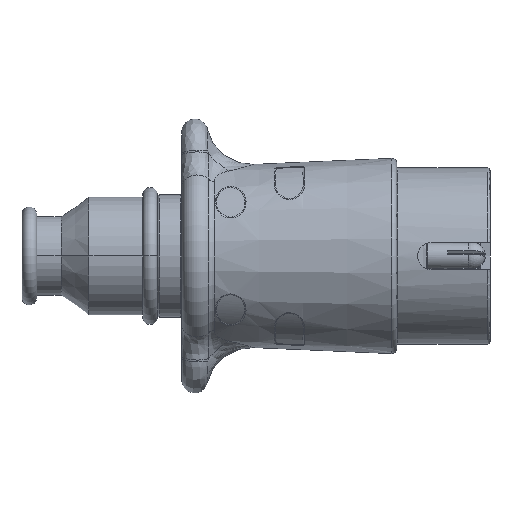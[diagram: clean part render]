
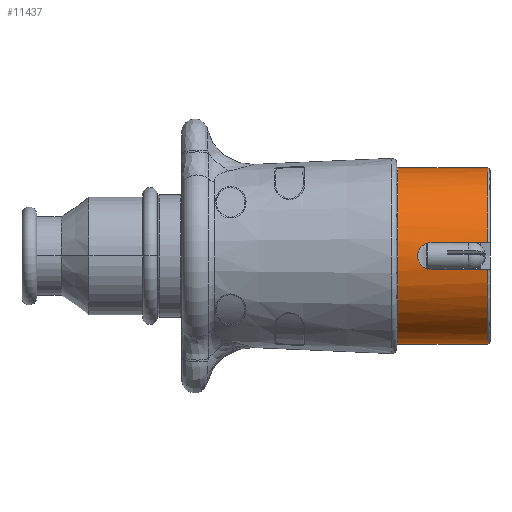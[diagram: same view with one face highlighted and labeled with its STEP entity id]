
A CAD part, left-side view. The second image highlights one B-rep face of the part: STEP entity #11437.
In plain terms, the highlighted cylindrical face has radius 18 mm (diameter 36 mm), a partial arc.
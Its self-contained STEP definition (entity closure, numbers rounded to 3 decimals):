
#3330=DIRECTION('',(0.,1.,0.));
#3331=VECTOR('',#3330,18.4);
#3332=CARTESIAN_POINT('',(0.,-18.6,-18.));
#3333=LINE('',#3332,#3331);
#3334=CARTESIAN_POINT('',(0.,-0.2,0.));
#3335=DIRECTION('',(0.,1.,0.));
#3336=DIRECTION('',(0.,0.,-1.));
#3337=AXIS2_PLACEMENT_3D('',#3334,#3335,#3336);
#3339=DIRECTION('',(0.,1.,0.));
#3340=VECTOR('',#3339,18.4);
#3341=CARTESIAN_POINT('',(0.,-18.6,18.));
#3342=LINE('',#3341,#3340);
#3343=DIRECTION('',(0.,1.,0.));
#3344=VECTOR('',#3343,11.55);
#3345=CARTESIAN_POINT('',(-17.789,-18.6,
2.75));
#3346=LINE('',#3345,#3344);
#3347=CARTESIAN_POINT('',(-17.789,-7.05,
2.75));
#3348=CARTESIAN_POINT('',(-17.789,-6.951,
2.75));
#3349=CARTESIAN_POINT('',(-17.79,-6.754,
2.739));
#3350=CARTESIAN_POINT('',(-17.798,-6.46,
2.692));
#3351=CARTESIAN_POINT('',(-17.81,-6.174,
2.612));
#3352=CARTESIAN_POINT('',(-17.825,-5.896,
2.502));
#3353=CARTESIAN_POINT('',(-17.845,-5.632,
2.363));
#3354=CARTESIAN_POINT('',(-17.866,-5.384,
2.195));
#3355=CARTESIAN_POINT('',(-17.889,-5.155,
2.001));
#3356=CARTESIAN_POINT('',(-17.912,-4.949,
1.783));
#3357=CARTESIAN_POINT('',(-17.934,-4.768,
1.544));
#3358=CARTESIAN_POINT('',(-17.955,-4.614,
1.288));
#3359=CARTESIAN_POINT('',(-17.972,-4.489,
1.017));
#3360=CARTESIAN_POINT('',(-17.986,-4.394,
0.734));
#3361=CARTESIAN_POINT('',(-17.995,-4.331,
0.444));
#3362=CARTESIAN_POINT('',(-18.,-4.299,
0.148));
#3363=CARTESIAN_POINT('',(-18.,-4.299,
-0.148));
#3364=CARTESIAN_POINT('',(-17.995,-4.331,
-0.444));
#3365=CARTESIAN_POINT('',(-17.986,-4.394,
-0.734));
#3366=CARTESIAN_POINT('',(-17.972,-4.489,
-1.017));
#3367=CARTESIAN_POINT('',(-17.955,-4.614,
-1.288));
#3368=CARTESIAN_POINT('',(-17.934,-4.768,
-1.544));
#3369=CARTESIAN_POINT('',(-17.912,-4.949,-1.783));
#3370=CARTESIAN_POINT('',(-17.889,-5.155,
-2.001));
#3371=CARTESIAN_POINT('',(-17.866,-5.384,
-2.195));
#3372=CARTESIAN_POINT('',(-17.845,-5.632,
-2.363));
#3373=CARTESIAN_POINT('',(-17.825,-5.896,
-2.502));
#3374=CARTESIAN_POINT('',(-17.81,-6.174,
-2.612));
#3375=CARTESIAN_POINT('',(-17.798,-6.46,
-2.692));
#3376=CARTESIAN_POINT('',(-17.79,-6.754,
-2.739));
#3377=CARTESIAN_POINT('',(-17.789,-6.951,
-2.75));
#3378=CARTESIAN_POINT('',(-17.789,-7.05,
-2.75));
#3380=DIRECTION('',(0.,-1.,0.));
#3381=VECTOR('',#3380,11.55);
#3382=CARTESIAN_POINT('',(-17.789,-7.05,
-2.75));
#3383=LINE('',#3382,#3381);
#3389=CARTESIAN_POINT('',(0.,-18.6,0.));
#3390=DIRECTION('',(0.,1.,0.));
#3391=DIRECTION('',(0.,0.,-1.));
#3392=AXIS2_PLACEMENT_3D('',#3389,#3390,#3391);
#3394=CARTESIAN_POINT('',(-17.789,-18.6,
-2.75));
#3425=CARTESIAN_POINT('',(-17.789,-18.6,
2.75));
#3427=CARTESIAN_POINT('',(0.,-18.6,0.));
#3428=DIRECTION('',(0.,1.,0.));
#3429=DIRECTION('',(-0.988,0.,0.153));
#3430=AXIS2_PLACEMENT_3D('',#3427,#3428,#3429);
#5540=CARTESIAN_POINT('',(-17.789,-7.05,
-2.75));
#5542=VERTEX_POINT('',#5540);
#5543=CARTESIAN_POINT('',(-17.789,-7.05,
2.75));
#5544=VERTEX_POINT('',#5543);
#5545=VERTEX_POINT('',#3394);
#5546=VERTEX_POINT('',#3425);
#6095=CARTESIAN_POINT('',(0.,-18.6,-18.));
#6096=CARTESIAN_POINT('',(0.,-0.2,-18.));
#6097=VERTEX_POINT('',#6095);
#6098=VERTEX_POINT('',#6096);
#6117=CARTESIAN_POINT('',(0.,-18.6,18.));
#6118=CARTESIAN_POINT('',(0.,-0.2,18.));
#6119=VERTEX_POINT('',#6117);
#6120=VERTEX_POINT('',#6118);
#11417=CARTESIAN_POINT('',(0.,-22.5,0.));
#11418=DIRECTION('',(0.,1.,0.));
#11419=DIRECTION('',(1.,0.,0.));
#11420=AXIS2_PLACEMENT_3D('',#11417,#11418,#11419);
#11421=CYLINDRICAL_SURFACE('',#11420,18.);
#11422=ORIENTED_EDGE('',*,*,#11407,.T.);
#11423=ORIENTED_EDGE('',*,*,#11384,.T.);
#11424=ORIENTED_EDGE('',*,*,#11411,.F.);
#11426=ORIENTED_EDGE('',*,*,#11425,.F.);
#11428=ORIENTED_EDGE('',*,*,#11427,.T.);
#11430=ORIENTED_EDGE('',*,*,#11429,.T.);
#11432=ORIENTED_EDGE('',*,*,#11431,.T.);
#11434=ORIENTED_EDGE('',*,*,#11433,.F.);
#11435=EDGE_LOOP('',(#11422,#11423,#11424,#11426,#11428,#11430,#11432,#11434));
#11436=FACE_OUTER_BOUND('',#11435,.F.);
#11437=ADVANCED_FACE('',(#11436),#11421,.T.);
#3338=CIRCLE('',#3337,18.);
#3379=B_SPLINE_CURVE_WITH_KNOTS('',3,(#3347,#3348,#3349,#3350,#3351,#3352,#3353,
#3354,#3355,#3356,#3357,#3358,#3359,#3360,#3361,#3362,#3363,#3364,#3365,#3366,
#3367,#3368,#3369,#3370,#3371,#3372,#3373,#3374,#3375,#3376,#3377,#3378),
.UNSPECIFIED.,.F.,.F.,(4,1,1,1,1,1,1,1,1,1,1,1,1,1,1,1,1,1,1,1,1,1,1,1,1,1,1,1,
1,4),(0.,0.034,0.069,0.103,
0.138,0.172,0.207,0.241,
0.276,0.31,0.345,0.379,
0.414,0.448,0.483,0.517,
0.552,0.586,0.621,0.655,
0.69,0.724,0.759,0.793,
0.828,0.862,0.897,0.931,
0.966,1.),.UNSPECIFIED.);
#3393=CIRCLE('',#3392,18.);
#3431=CIRCLE('',#3430,18.);
#11384=EDGE_CURVE('',#6098,#6120,#3338,.T.);
#11407=EDGE_CURVE('',#6097,#6098,#3333,.T.);
#11411=EDGE_CURVE('',#6119,#6120,#3342,.T.);
#11425=EDGE_CURVE('',#5546,#6119,#3431,.T.);
#11427=EDGE_CURVE('',#5546,#5544,#3346,.T.);
#11429=EDGE_CURVE('',#5544,#5542,#3379,.T.);
#11431=EDGE_CURVE('',#5542,#5545,#3383,.T.);
#11433=EDGE_CURVE('',#6097,#5545,#3393,.T.);
